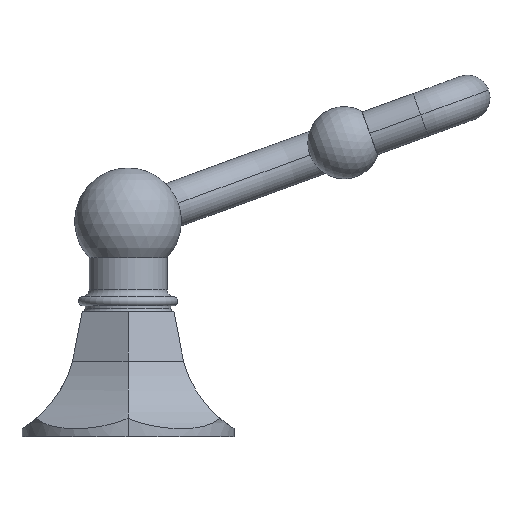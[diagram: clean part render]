
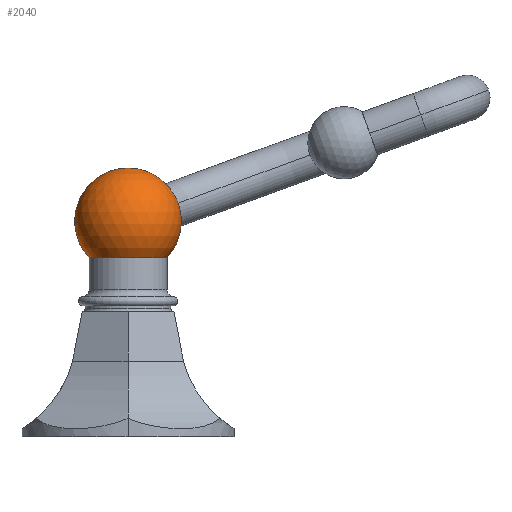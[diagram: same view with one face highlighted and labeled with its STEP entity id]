
A CAD part, left-side view. The second image highlights one B-rep face of the part: STEP entity #2040.
In plain terms, the highlighted spherical face has radius 11.811 mm.
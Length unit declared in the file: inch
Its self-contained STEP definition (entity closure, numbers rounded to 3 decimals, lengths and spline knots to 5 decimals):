
#723=CARTESIAN_POINT('',(0.,0.,1.879));
#724=DIRECTION('',(-1.,0.,0.));
#725=DIRECTION('',(0.,-0.731,-0.682));
#726=AXIS2_PLACEMENT_3D('',#723,#724,#725);
#731=CARTESIAN_POINT('',(0.,0.,1.879));
#732=DIRECTION('',(1.,0.,0.));
#733=DIRECTION('',(0.,0.731,-0.682));
#734=AXIS2_PLACEMENT_3D('',#731,#732,#733);
#763=CARTESIAN_POINT('',(0.,0.,1.56179));
#764=DIRECTION('',(0.,0.,-1.));
#765=DIRECTION('',(0.,-1.,0.));
#766=AXIS2_PLACEMENT_3D('',#763,#764,#765);
#1503=CARTESIAN_POINT('',(0.,-0.34,1.56179));
#1504=CARTESIAN_POINT('',(0.,0.,2.344));
#1505=VERTEX_POINT('',#1503);
#1506=VERTEX_POINT('',#1504);
#1507=CARTESIAN_POINT('',(0.,0.34,1.56179));
#1508=VERTEX_POINT('',#1507);
#2030=CARTESIAN_POINT('',(0.,0.,1.879));
#2031=DIRECTION('',(0.,0.,-1.));
#2032=DIRECTION('',(0.,1.,0.));
#2033=AXIS2_PLACEMENT_3D('',#2030,#2031,#2032);
#2034=SPHERICAL_SURFACE('',#2033,0.465);
#2035=ORIENTED_EDGE('',*,*,#2009,.F.);
#2036=ORIENTED_EDGE('',*,*,#1971,.T.);
#2037=ORIENTED_EDGE('',*,*,#2011,.T.);
#2038=EDGE_LOOP('',(#2035,#2036,#2037));
#2039=FACE_OUTER_BOUND('',#2038,.F.);
#727=CIRCLE('',#726,0.465);
#735=CIRCLE('',#734,0.465);
#767=CIRCLE('',#766,0.34);
#1971=EDGE_CURVE('',#1505,#1508,#767,.T.);
#2009=EDGE_CURVE('',#1505,#1506,#727,.T.);
#2011=EDGE_CURVE('',#1508,#1506,#735,.T.);
#2040=ADVANCED_FACE('',(#2039),#2034,.T.);
